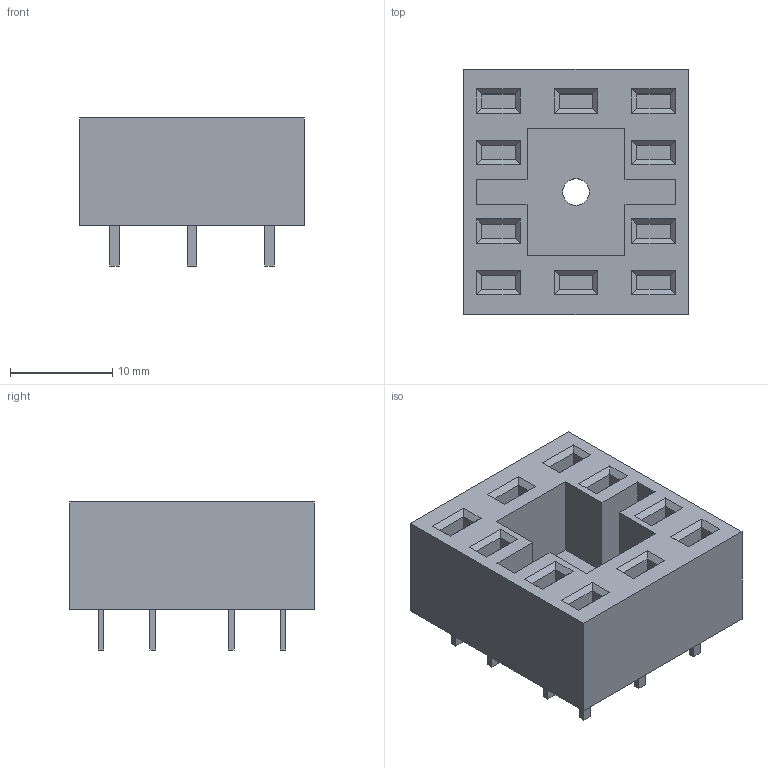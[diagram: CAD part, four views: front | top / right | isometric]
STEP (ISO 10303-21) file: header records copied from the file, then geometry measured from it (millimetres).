
FILE_DESCRIPTION((''),'2;1');
FILE_NAME('RAFI_5.05.510.644-0000.stp','2009-05-06T09:07:35',(''),(''),'Mechanical Desktop 2006','Mechanical Desktop 2006',', , ');
FILE_SCHEMA(('AUTOMOTIVE_DESIGN { 1 2 10303 214 0 1 1 1 }'));
Length unit declared in the file: millimetre
Products named in the file (1): Product
Bounding box: 22 x 24 x 14.5 mm (x, y, z)
Volume: 3981.6 mm3; surface area: 5744.4 mm2
Topology: 21 solids, 21 shells, 261 faces, 574 edges, 356 vertices
Faces by surface type: plane 259, cylinder 2
Entity records: 6995 total; most frequent: CARTESIAN_POINT 1192, ORIENTED_EDGE 1148, DIRECTION 1102, EDGE_CURVE 574, VECTOR 570, LINE 570, VERTEX_POINT 356, EDGE_LOOP 284
